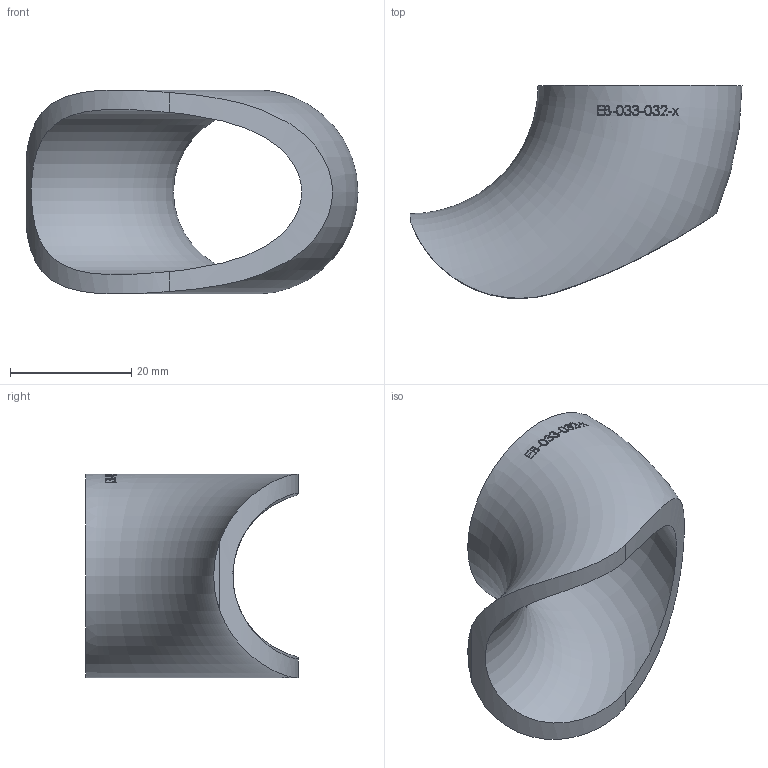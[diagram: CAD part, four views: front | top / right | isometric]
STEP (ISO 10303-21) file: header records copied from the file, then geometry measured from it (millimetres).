
FILE_DESCRIPTION (( 'STEP AP214' ), '1' );
FILE_NAME ('EB-033-032-x Einschweissbogen 2208.STEP', '2022-08-30T08:41:17', ( '' ), ( '' ), 'SwSTEP 2.0', 'SolidWorks 2019', '' );
FILE_SCHEMA (( 'AUTOMOTIVE_DESIGN' ));
Length unit declared in the file: millimetre
Products named in the file (1): EB-033-032-x Einschweissbogen 2208
Bounding box: 54.85 x 35.17 x 33.7 mm (x, y, z)
Volume: 10895.7 mm3; surface area: 7632.8 mm2
Topology: 1 solids, 1 shells, 157 faces, 426 edges, 286 vertices
Faces by surface type: bspline 136, torus 18, plane 2, cylinder 1
Entity records: 16481 total; most frequent: CARTESIAN_POINT 12107, ORIENTED_EDGE 844, EDGE_CURVE 422, B_SPLINE_CURVE_WITH_KNOTS 416, VERTEX_POINT 284, EDGE_LOOP 176, FACE_OUTER_BOUND 159, ADVANCED_FACE 157
